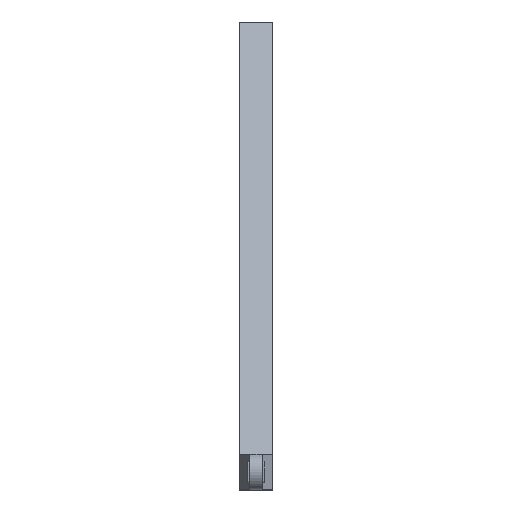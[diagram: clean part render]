
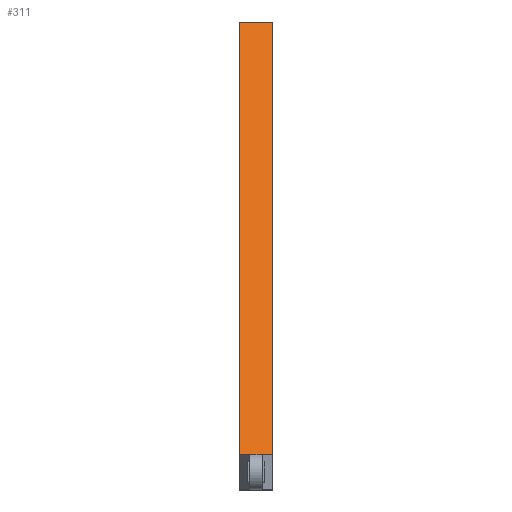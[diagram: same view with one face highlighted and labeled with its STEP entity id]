
A CAD part, left-side view. The second image highlights one B-rep face of the part: STEP entity #311.
In plain terms, the highlighted planar face has unit normal (-0.707, 0, 0.707).
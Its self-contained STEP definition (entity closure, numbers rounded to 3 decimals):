
#182 = DIRECTION ( 'NONE',  ( -0.707, 0., 0.707 ) ) ;
#209 = EDGE_CURVE ( 'NONE', #1360, #777, #797, .T. ) ;
#210 = LINE ( 'NONE', #527, #356 ) ;
#231 = DIRECTION ( 'NONE',  ( 0., 1., 0. ) ) ;
#286 = EDGE_CURVE ( 'NONE', #1360, #703, #1413, .T. ) ;
#311 = ADVANCED_FACE ( 'NONE', ( #614 ), #1182, .T. ) ;
#356 = VECTOR ( 'NONE', #651, 1000. ) ;
#386 = CARTESIAN_POINT ( 'NONE',  ( 56.947, 2.25, 53.261 ) ) ;
#513 = EDGE_CURVE ( 'NONE', #703, #1384, #210, .T. ) ;
#527 = CARTESIAN_POINT ( 'NONE',  ( 56.947, 7., 53.261 ) ) ;
#543 = VECTOR ( 'NONE', #1259, 1000. ) ;
#570 = EDGE_CURVE ( 'NONE', #777, #1384, #801, .T. ) ;
#589 = CARTESIAN_POINT ( 'NONE',  ( -3.814, 7., -7.5 ) ) ;
#614 = FACE_OUTER_BOUND ( 'NONE', #649, .T. ) ;
#615 = ORIENTED_EDGE ( 'NONE', *, *, #286, .F. ) ;
#649 = EDGE_LOOP ( 'NONE', ( #615, #921, #944, #1240 ) ) ;
#651 = DIRECTION ( 'NONE',  ( 0.707, 0., 0.707 ) ) ;
#662 = CARTESIAN_POINT ( 'NONE',  ( 56.947, 7., 53.261 ) ) ;
#701 = CARTESIAN_POINT ( 'NONE',  ( 56.947, -93.708, 53.261 ) ) ;
#703 = VERTEX_POINT ( 'NONE', #589 ) ;
#777 = VERTEX_POINT ( 'NONE', #386 ) ;
#797 = LINE ( 'NONE', #910, #543 ) ;
#801 = LINE ( 'NONE', #701, #1117 ) ;
#847 = CARTESIAN_POINT ( 'NONE',  ( -3.814, -93.708, -7.5 ) ) ;
#910 = CARTESIAN_POINT ( 'NONE',  ( 56.947, 2.25, 53.261 ) ) ;
#921 = ORIENTED_EDGE ( 'NONE', *, *, #209, .T. ) ;
#944 = ORIENTED_EDGE ( 'NONE', *, *, #570, .T. ) ;
#963 = DIRECTION ( 'NONE',  ( 0., 1., 0. ) ) ;
#1076 = VECTOR ( 'NONE', #963, 1000. ) ;
#1117 = VECTOR ( 'NONE', #231, 1000. ) ;
#1121 = AXIS2_PLACEMENT_3D ( 'NONE', #1206, #182, #1196 ) ;
#1182 = PLANE ( 'NONE',  #1121 ) ;
#1196 = DIRECTION ( 'NONE',  ( 0.707, 0., 0.707 ) ) ;
#1206 = CARTESIAN_POINT ( 'NONE',  ( 56.947, -93.708, 53.261 ) ) ;
#1240 = ORIENTED_EDGE ( 'NONE', *, *, #513, .F. ) ;
#1259 = DIRECTION ( 'NONE',  ( 0.707, 0., 0.707 ) ) ;
#1344 = CARTESIAN_POINT ( 'NONE',  ( -3.814, 2.25, -7.5 ) ) ;
#1360 = VERTEX_POINT ( 'NONE', #1344 ) ;
#1384 = VERTEX_POINT ( 'NONE', #662 ) ;
#1413 = LINE ( 'NONE', #847, #1076 ) ;
